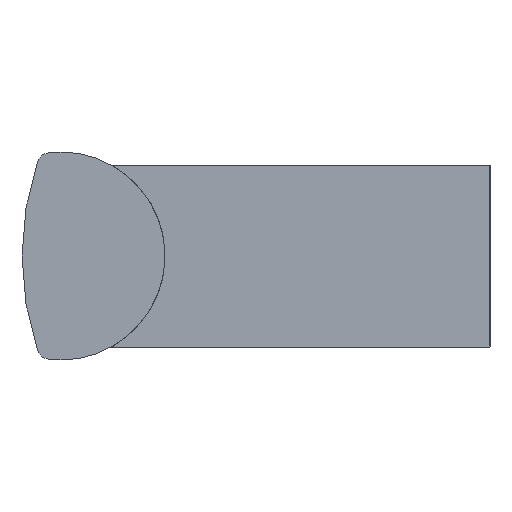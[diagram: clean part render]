
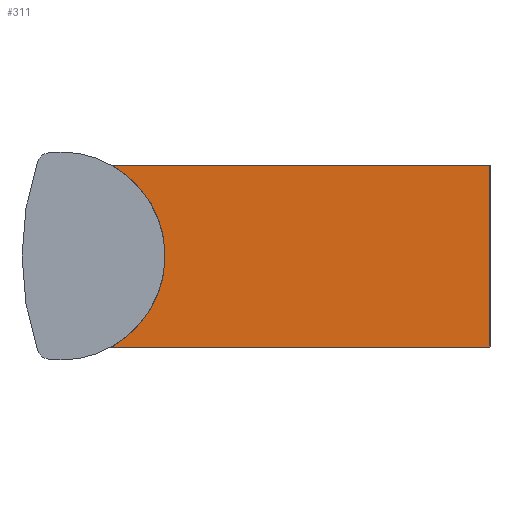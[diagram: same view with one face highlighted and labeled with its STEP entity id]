
A CAD part, left-side view. The second image highlights one B-rep face of the part: STEP entity #311.
In plain terms, the highlighted planar face has unit normal (-1, 0, 0).
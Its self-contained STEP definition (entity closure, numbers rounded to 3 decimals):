
#1 = DIRECTION ( 'NONE',  ( 0., -1., 0. ) ) ;
#4 = LINE ( 'NONE', #694, #180 ) ;
#10 = DIRECTION ( 'NONE',  ( 0., 0., -1. ) ) ;
#62 = LINE ( 'NONE', #465, #474 ) ;
#87 = VERTEX_POINT ( 'NONE', #692 ) ;
#91 = AXIS2_PLACEMENT_3D ( 'NONE', #802, #592, #120 ) ;
#107 = ORIENTED_EDGE ( 'NONE', *, *, #851, .T. ) ;
#120 = DIRECTION ( 'NONE',  ( 0., 0., -1. ) ) ;
#136 = CARTESIAN_POINT ( 'NONE',  ( -278., 0., 7. ) ) ;
#140 = EDGE_CURVE ( 'NONE', #87, #599, #571, .T. ) ;
#180 = VECTOR ( 'NONE', #1, 1000. ) ;
#217 = EDGE_CURVE ( 'NONE', #467, #740, #833, .T. ) ;
#233 = DIRECTION ( 'NONE',  ( 0., 0., 1. ) ) ;
#293 = AXIS2_PLACEMENT_3D ( 'NONE', #577, #621, #10 ) ;
#311 = ADVANCED_FACE ( 'NONE', ( #806 ), #865, .F. ) ;
#314 = ORIENTED_EDGE ( 'NONE', *, *, #317, .F. ) ;
#317 = EDGE_CURVE ( 'NONE', #740, #599, #62, .T. ) ;
#368 = VECTOR ( 'NONE', #233, 1000. ) ;
#370 = CARTESIAN_POINT ( 'NONE',  ( -278., 29.127, 7. ) ) ;
#398 = DIRECTION ( 'NONE',  ( 0., -1., 0. ) ) ;
#405 = ORIENTED_EDGE ( 'NONE', *, *, #140, .T. ) ;
#455 = EDGE_LOOP ( 'NONE', ( #464, #107, #405, #314 ) ) ;
#464 = ORIENTED_EDGE ( 'NONE', *, *, #217, .F. ) ;
#465 = CARTESIAN_POINT ( 'NONE',  ( -278., 36.002, 7. ) ) ;
#467 = VERTEX_POINT ( 'NONE', #705 ) ;
#474 = VECTOR ( 'NONE', #398, 1000. ) ;
#571 = LINE ( 'NONE', #841, #368 ) ;
#577 = CARTESIAN_POINT ( 'NONE',  ( -278., 33., 0. ) ) ;
#592 = DIRECTION ( 'NONE',  ( 1., 0., 0. ) ) ;
#599 = VERTEX_POINT ( 'NONE', #136 ) ;
#621 = DIRECTION ( 'NONE',  ( -1., 0., 0. ) ) ;
#692 = CARTESIAN_POINT ( 'NONE',  ( -278., 0., -7. ) ) ;
#694 = CARTESIAN_POINT ( 'NONE',  ( -278., 36.002, -7. ) ) ;
#705 = CARTESIAN_POINT ( 'NONE',  ( -278., 29.127, -7. ) ) ;
#740 = VERTEX_POINT ( 'NONE', #370 ) ;
#802 = CARTESIAN_POINT ( 'NONE',  ( -278., 36.002, -7. ) ) ;
#806 = FACE_OUTER_BOUND ( 'NONE', #455, .T. ) ;
#833 = CIRCLE ( 'NONE', #293, 8. ) ;
#841 = CARTESIAN_POINT ( 'NONE',  ( -278., 0., -7. ) ) ;
#851 = EDGE_CURVE ( 'NONE', #467, #87, #4, .T. ) ;
#865 = PLANE ( 'NONE',  #91 ) ;
